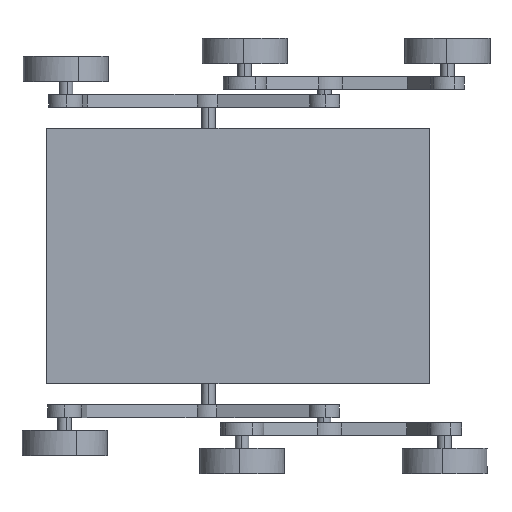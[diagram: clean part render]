
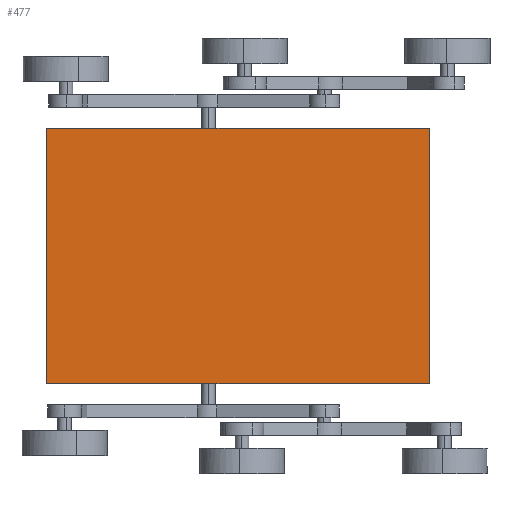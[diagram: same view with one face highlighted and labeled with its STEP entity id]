
A CAD part, front view. The second image highlights one B-rep face of the part: STEP entity #477.
In plain terms, the highlighted free-form (B-spline) face has degree [1, 1] with [2, 2] control points.
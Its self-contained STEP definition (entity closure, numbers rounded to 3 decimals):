
#442=(
BOUNDED_SURFACE()
B_SPLINE_SURFACE(1,1,((#443,#444),(#445,#446)),.UNSPECIFIED.,.F.,.F.,.F.)
B_SPLINE_SURFACE_WITH_KNOTS((2,2),(2,2),(0.000,1.000),(0.000,1.000),.UNSPECIFIED.)
GEOMETRIC_REPRESENTATION_ITEM()
RATIONAL_B_SPLINE_SURFACE(((1.,1.),(1.,1.)))
REPRESENTATION_ITEM('')
SURFACE()
);
#443=CARTESIAN_POINT('',(28.284,28.284,1500.));
#444=CARTESIAN_POINT('',(28.284,28.284,0.));
#445=CARTESIAN_POINT('',(-2221.716,28.284,1500.));
#446=CARTESIAN_POINT('',(-2221.716,28.284,0.));
#447=CARTESIAN_POINT('',(28.284,28.284,1500.));
#448=VERTEX_POINT('',#447);
#449=(
BOUNDED_CURVE()
B_SPLINE_CURVE(1,(#450,#451),.UNSPECIFIED.,.F.,.F.)
B_SPLINE_CURVE_WITH_KNOTS((2,2),(0.000,1.000),.UNSPECIFIED.)
CURVE()
GEOMETRIC_REPRESENTATION_ITEM()
RATIONAL_B_SPLINE_CURVE((1.,1.))
REPRESENTATION_ITEM('')
);
#450=CARTESIAN_POINT('',(28.284,28.284,1500.));
#451=CARTESIAN_POINT('',(28.284,28.284,0.));
#452=CARTESIAN_POINT('',(28.284,28.284,0.));
#453=VERTEX_POINT('',#452);
#454=EDGE_CURVE('',#448,#453,#449,.T.);
#455=ORIENTED_EDGE('',*,*,#454,.T.);
#456=(
BOUNDED_CURVE()
B_SPLINE_CURVE(1,(#457,#458),.UNSPECIFIED.,.F.,.F.)
B_SPLINE_CURVE_WITH_KNOTS((2,2),(0.000,1.000),.UNSPECIFIED.)
CURVE()
GEOMETRIC_REPRESENTATION_ITEM()
RATIONAL_B_SPLINE_CURVE((1.,1.))
REPRESENTATION_ITEM('')
);
#457=CARTESIAN_POINT('',(28.284,28.284,0.));
#458=CARTESIAN_POINT('',(-2221.716,28.284,0.));
#459=CARTESIAN_POINT('',(-2221.716,28.284,0.));
#460=VERTEX_POINT('',#459);
#461=EDGE_CURVE('',#453,#460,#456,.T.);
#462=ORIENTED_EDGE('',*,*,#461,.T.);
#463=(
BOUNDED_CURVE()
B_SPLINE_CURVE(1,(#464,#465),.UNSPECIFIED.,.F.,.F.)
B_SPLINE_CURVE_WITH_KNOTS((2,2),(0.000,1.000),.UNSPECIFIED.)
CURVE()
GEOMETRIC_REPRESENTATION_ITEM()
RATIONAL_B_SPLINE_CURVE((1.,1.))
REPRESENTATION_ITEM('')
);
#464=CARTESIAN_POINT('',(-2221.716,28.284,0.));
#465=CARTESIAN_POINT('',(-2221.716,28.284,1500.));
#466=CARTESIAN_POINT('',(-2221.716,28.284,1500.));
#467=VERTEX_POINT('',#466);
#468=EDGE_CURVE('',#460,#467,#463,.T.);
#469=ORIENTED_EDGE('',*,*,#468,.T.);
#470=(
BOUNDED_CURVE()
B_SPLINE_CURVE(1,(#471,#472),.UNSPECIFIED.,.F.,.F.)
B_SPLINE_CURVE_WITH_KNOTS((2,2),(0.000,1.000),.UNSPECIFIED.)
CURVE()
GEOMETRIC_REPRESENTATION_ITEM()
RATIONAL_B_SPLINE_CURVE((1.,1.))
REPRESENTATION_ITEM('')
);
#471=CARTESIAN_POINT('',(-2221.716,28.284,1500.));
#472=CARTESIAN_POINT('',(28.284,28.284,1500.));
#473=EDGE_CURVE('',#467,#448,#470,.T.);
#474=ORIENTED_EDGE('',*,*,#473,.T.);
#475=EDGE_LOOP('',(#455,#462,#469,#474));
#476=FACE_OUTER_BOUND('',#475,.T.);
#477=ADVANCED_FACE('',(#476),#442,.T.);
